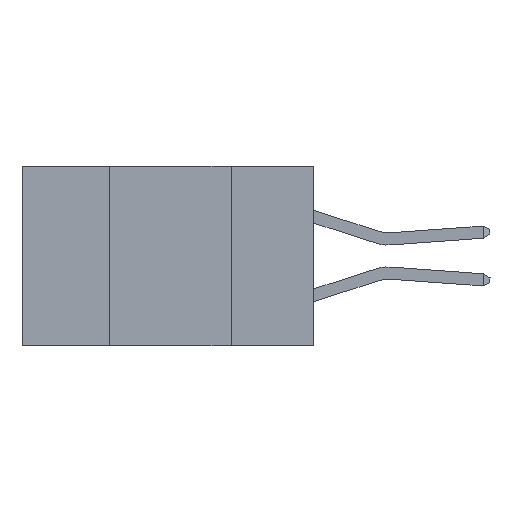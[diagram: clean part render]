
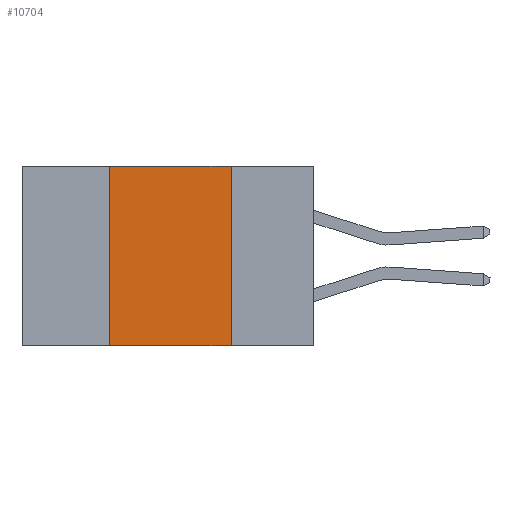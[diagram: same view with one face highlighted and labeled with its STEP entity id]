
A CAD part, left-side view. The second image highlights one B-rep face of the part: STEP entity #10704.
In plain terms, the highlighted planar face has unit normal (-1, 0, 0).
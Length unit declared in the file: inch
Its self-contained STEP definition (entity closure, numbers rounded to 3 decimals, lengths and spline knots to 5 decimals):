
#225 = ORIENTED_EDGE ( 'NONE', *, *, #21002, .F. ) ;
#297 = LINE ( 'NONE', #34068, #7525 ) ;
#1752 = PLANE ( 'NONE',  #22175 ) ;
#2479 = CARTESIAN_POINT ( 'NONE',  ( 0., 0.42, 0. ) ) ;
#2646 = VECTOR ( 'NONE', #29208, 39.37008 ) ;
#4515 = CARTESIAN_POINT ( 'NONE',  ( 0., 0.6, 0. ) ) ;
#7048 = EDGE_CURVE ( 'NONE', #11531, #25838, #10554, .T. ) ;
#7525 = VECTOR ( 'NONE', #40440, 39.37008 ) ;
#7598 = LINE ( 'NONE', #16482, #11211 ) ;
#9203 = FACE_OUTER_BOUND ( 'NONE', #32768, .T. ) ;
#10554 = LINE ( 'NONE', #30987, #35917 ) ;
#10704 = ADVANCED_FACE ( 'NONE', ( #9203 ), #1752, .F. ) ;
#11211 = VECTOR ( 'NONE', #26462, 39.37008 ) ;
#11531 = VERTEX_POINT ( 'NONE', #26361 ) ;
#12828 = VERTEX_POINT ( 'NONE', #13231 ) ;
#13231 = CARTESIAN_POINT ( 'NONE',  ( 0., 0.17, -0.37 ) ) ;
#16482 = CARTESIAN_POINT ( 'NONE',  ( 0., 0.6, -0.37 ) ) ;
#19222 = CARTESIAN_POINT ( 'NONE',  ( 0., 0.6, 0. ) ) ;
#20198 = EDGE_CURVE ( 'NONE', #11531, #12828, #7598, .T. ) ;
#21002 = EDGE_CURVE ( 'NONE', #33338, #12828, #297, .T. ) ;
#22175 = AXIS2_PLACEMENT_3D ( 'NONE', #4515, #24869, #31111 ) ;
#24869 = DIRECTION ( 'NONE',  ( 1., 0., 0. ) ) ;
#25838 = VERTEX_POINT ( 'NONE', #2479 ) ;
#26361 = CARTESIAN_POINT ( 'NONE',  ( 0., 0.42, -0.37 ) ) ;
#26462 = DIRECTION ( 'NONE',  ( 0., -1., 0. ) ) ;
#29208 = DIRECTION ( 'NONE',  ( 0., -1., 0. ) ) ;
#29538 = LINE ( 'NONE', #19222, #2646 ) ;
#30110 = EDGE_CURVE ( 'NONE', #25838, #33338, #29538, .T. ) ;
#30953 = ORIENTED_EDGE ( 'NONE', *, *, #7048, .F. ) ;
#30987 = CARTESIAN_POINT ( 'NONE',  ( 0., 0.42, 0. ) ) ;
#31111 = DIRECTION ( 'NONE',  ( 0., 0., -1. ) ) ;
#32768 = EDGE_LOOP ( 'NONE', ( #225, #36130, #30953, #35293 ) ) ;
#33338 = VERTEX_POINT ( 'NONE', #40621 ) ;
#34068 = CARTESIAN_POINT ( 'NONE',  ( 0., 0.17, 0. ) ) ;
#34465 = DIRECTION ( 'NONE',  ( 0., 0., 1. ) ) ;
#35293 = ORIENTED_EDGE ( 'NONE', *, *, #20198, .T. ) ;
#35917 = VECTOR ( 'NONE', #34465, 39.37008 ) ;
#36130 = ORIENTED_EDGE ( 'NONE', *, *, #30110, .F. ) ;
#40440 = DIRECTION ( 'NONE',  ( 0., 0., -1. ) ) ;
#40621 = CARTESIAN_POINT ( 'NONE',  ( 0., 0.17, 0. ) ) ;
